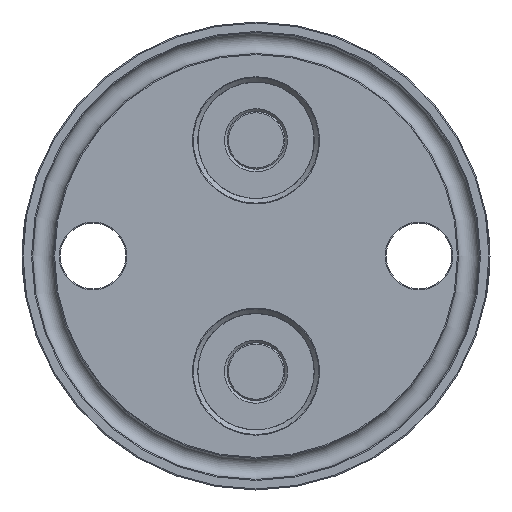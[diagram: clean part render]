
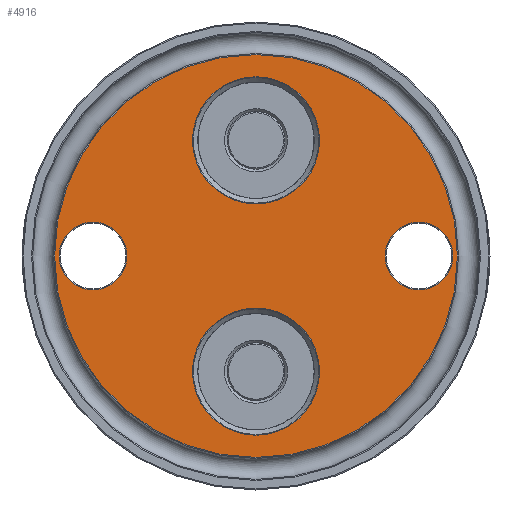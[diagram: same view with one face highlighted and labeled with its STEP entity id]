
A CAD part, front view. The second image highlights one B-rep face of the part: STEP entity #4916.
In plain terms, the highlighted planar face has unit normal (0, -1, 0).
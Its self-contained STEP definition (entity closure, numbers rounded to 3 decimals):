
#37=FACE_BOUND('',#836,.T.);
#38=FACE_BOUND('',#837,.T.);
#39=FACE_BOUND('',#838,.T.);
#40=FACE_BOUND('',#839,.T.);
#48=PLANE('',#5377);
#261=CIRCLE('',#5373,3.225);
#265=CIRCLE('',#5378,19.155);
#266=CIRCLE('',#5379,6.041);
#267=CIRCLE('',#5380,3.225);
#268=CIRCLE('',#5381,6.041);
#605=FACE_OUTER_BOUND('',#835,.T.);
#835=EDGE_LOOP('',(#4476));
#836=EDGE_LOOP('',(#4477));
#837=EDGE_LOOP('',(#4478));
#838=EDGE_LOOP('',(#4479));
#839=EDGE_LOOP('',(#4480));
#2114=VERTEX_POINT('',#12093);
#2117=VERTEX_POINT('',#12101);
#2118=VERTEX_POINT('',#12103);
#2119=VERTEX_POINT('',#12105);
#2120=VERTEX_POINT('',#12107);
#2909=EDGE_CURVE('',#2114,#2114,#261,.T.);
#2913=EDGE_CURVE('',#2117,#2117,#265,.T.);
#2914=EDGE_CURVE('',#2118,#2118,#266,.T.);
#2915=EDGE_CURVE('',#2119,#2119,#267,.T.);
#2916=EDGE_CURVE('',#2120,#2120,#268,.T.);
#4476=ORIENTED_EDGE('',*,*,#2913,.F.);
#4477=ORIENTED_EDGE('',*,*,#2914,.F.);
#4478=ORIENTED_EDGE('',*,*,#2915,.F.);
#4479=ORIENTED_EDGE('',*,*,#2916,.F.);
#4480=ORIENTED_EDGE('',*,*,#2909,.F.);
#4916=ADVANCED_FACE('',(#605,#37,#38,#39,#40),#48,.T.);
#5373=AXIS2_PLACEMENT_3D('',#12094,#6356,#6357);
#5377=AXIS2_PLACEMENT_3D('',#12100,#6364,#6365);
#5378=AXIS2_PLACEMENT_3D('',#12102,#6366,#6367);
#5379=AXIS2_PLACEMENT_3D('',#12104,#6368,#6369);
#5380=AXIS2_PLACEMENT_3D('',#12106,#6370,#6371);
#5381=AXIS2_PLACEMENT_3D('',#12108,#6372,#6373);
#6356=DIRECTION('center_axis',(0.,-1.,0.));
#6357=DIRECTION('ref_axis',(-1.,0.,0.));
#6364=DIRECTION('center_axis',(0.,-1.,0.));
#6365=DIRECTION('ref_axis',(1.,0.,0.));
#6366=DIRECTION('center_axis',(0.,1.,0.));
#6367=DIRECTION('ref_axis',(0.,0.,-1.));
#6368=DIRECTION('center_axis',(0.,-1.,0.));
#6369=DIRECTION('ref_axis',(0.,0.,1.));
#6370=DIRECTION('center_axis',(0.,-1.,0.));
#6371=DIRECTION('ref_axis',(1.,0.,0.));
#6372=DIRECTION('center_axis',(0.,-1.,0.));
#6373=DIRECTION('ref_axis',(0.,0.,-1.));
#12093=CARTESIAN_POINT('',(18.725,0.,0.));
#12094=CARTESIAN_POINT('Origin',(15.5,0.,0.));
#12100=CARTESIAN_POINT('Origin',(0.,0.,16.5));
#12101=CARTESIAN_POINT('',(19.155,0.,0.));
#12102=CARTESIAN_POINT('Origin',(0.,0.,0.));
#12103=CARTESIAN_POINT('',(-6.041,0.,-11.));
#12104=CARTESIAN_POINT('Origin',(0.,0.,-11.));
#12105=CARTESIAN_POINT('',(-12.275,0.,0.));
#12106=CARTESIAN_POINT('Origin',(-15.5,0.,0.));
#12107=CARTESIAN_POINT('',(-6.041,0.,11.));
#12108=CARTESIAN_POINT('Origin',(0.,0.,11.));
